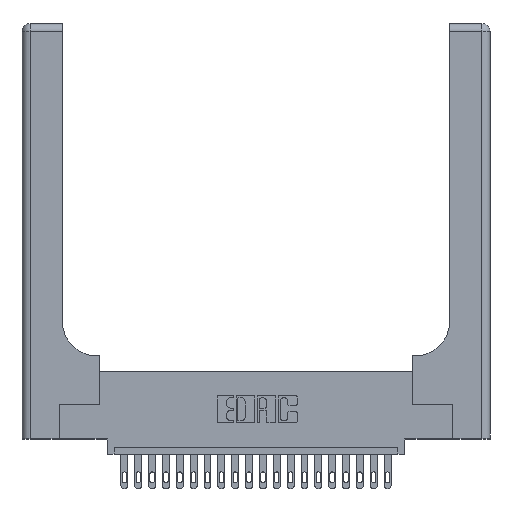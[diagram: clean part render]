
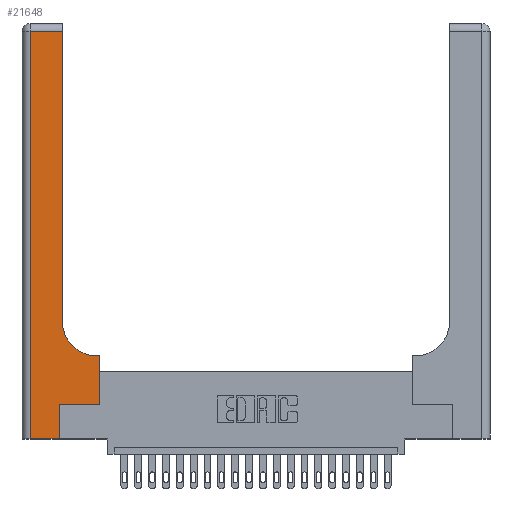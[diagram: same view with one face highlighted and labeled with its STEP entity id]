
A CAD part, top view. The second image highlights one B-rep face of the part: STEP entity #21648.
In plain terms, the highlighted planar face has unit normal (0, 0, 1).
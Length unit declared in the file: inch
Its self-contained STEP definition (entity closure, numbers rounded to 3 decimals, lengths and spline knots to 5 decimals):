
#639 = EDGE_CURVE ( 'NONE', #5758, #21123, #1339, .T. ) ;
#1284 = DIRECTION ( 'NONE',  ( 0., 0., -1. ) ) ;
#1339 = CIRCLE ( 'NONE', #5207, 0.25 ) ;
#1850 = CARTESIAN_POINT ( 'NONE',  ( 0.269, 0.25, 0.37 ) ) ;
#2269 = LINE ( 'NONE', #6136, #20791 ) ;
#2330 = VECTOR ( 'NONE', #13501, 39.37008 ) ;
#3359 = EDGE_CURVE ( 'NONE', #10995, #22569, #20595, .T. ) ;
#3620 = VECTOR ( 'NONE', #18563, 39.37008 ) ;
#3760 = CARTESIAN_POINT ( 'NONE',  ( 0.269, 0., 0.37 ) ) ;
#3851 = EDGE_CURVE ( 'NONE', #21123, #22296, #19459, .T. ) ;
#3948 = VERTEX_POINT ( 'NONE', #15971 ) ;
#4384 = CARTESIAN_POINT ( 'NONE',  ( 0.5415, 0.6, 0.37 ) ) ;
#4398 = ORIENTED_EDGE ( 'NONE', *, *, #3851, .T. ) ;
#4554 = DIRECTION ( 'NONE',  ( 1., 0., 0. ) ) ;
#4678 = PLANE ( 'NONE',  #13608 ) ;
#5171 = VECTOR ( 'NONE', #4554, 39.37008 ) ;
#5207 = AXIS2_PLACEMENT_3D ( 'NONE', #21065, #12175, #12336 ) ;
#5639 = LINE ( 'NONE', #21909, #19688 ) ;
#5758 = VERTEX_POINT ( 'NONE', #4384 ) ;
#6136 = CARTESIAN_POINT ( 'NONE',  ( 0.5585, 0.25, 0.37 ) ) ;
#6382 = VECTOR ( 'NONE', #14423, 39.37008 ) ;
#6767 = CARTESIAN_POINT ( 'NONE',  ( 0.269, 0.25, 0.37 ) ) ;
#7053 = CARTESIAN_POINT ( 'NONE',  ( 0.2915, 0.6, 0.37 ) ) ;
#7526 = EDGE_CURVE ( 'NONE', #18349, #11114, #10319, .T. ) ;
#7928 = FACE_OUTER_BOUND ( 'NONE', #20083, .T. ) ;
#7954 = DIRECTION ( 'NONE',  ( 0., 1., 0. ) ) ;
#7989 = LINE ( 'NONE', #7053, #10513 ) ;
#8187 = VECTOR ( 'NONE', #9149, 39.37008 ) ;
#8323 = VERTEX_POINT ( 'NONE', #13486 ) ;
#8918 = DIRECTION ( 'NONE',  ( -1., 0., 0. ) ) ;
#9149 = DIRECTION ( 'NONE',  ( -1., 0., 0. ) ) ;
#10319 = LINE ( 'NONE', #1850, #6382 ) ;
#10513 = VECTOR ( 'NONE', #8918, 39.37008 ) ;
#10995 = VERTEX_POINT ( 'NONE', #21227 ) ;
#11114 = VERTEX_POINT ( 'NONE', #16222 ) ;
#12175 = DIRECTION ( 'NONE',  ( 0., 0., -1. ) ) ;
#12284 = EDGE_CURVE ( 'NONE', #3948, #5758, #7989, .T. ) ;
#12336 = DIRECTION ( 'NONE',  ( 1., 0., 0. ) ) ;
#13167 = DIRECTION ( 'NONE',  ( 0., -1., 0. ) ) ;
#13279 = CARTESIAN_POINT ( 'NONE',  ( 0., 0., 0.37 ) ) ;
#13486 = CARTESIAN_POINT ( 'NONE',  ( 0.06, 2.94, 0.37 ) ) ;
#13501 = DIRECTION ( 'NONE',  ( 0., 1., 0. ) ) ;
#13608 = AXIS2_PLACEMENT_3D ( 'NONE', #22630, #1284, #17515 ) ;
#13895 = EDGE_CURVE ( 'NONE', #22296, #8323, #15467, .T. ) ;
#14423 = DIRECTION ( 'NONE',  ( 1., 0., 0. ) ) ;
#14807 = ORIENTED_EDGE ( 'NONE', *, *, #22785, .T. ) ;
#15467 = LINE ( 'NONE', #18388, #8187 ) ;
#15504 = CARTESIAN_POINT ( 'NONE',  ( 0.269, 0., 0.37 ) ) ;
#15561 = ORIENTED_EDGE ( 'NONE', *, *, #21990, .T. ) ;
#15971 = CARTESIAN_POINT ( 'NONE',  ( 0.5585, 0.6, 0.37 ) ) ;
#16222 = CARTESIAN_POINT ( 'NONE',  ( 0.5585, 0.25, 0.37 ) ) ;
#16726 = ORIENTED_EDGE ( 'NONE', *, *, #18148, .T. ) ;
#17200 = ORIENTED_EDGE ( 'NONE', *, *, #639, .T. ) ;
#17515 = DIRECTION ( 'NONE',  ( -1., 0., 0. ) ) ;
#18148 = EDGE_CURVE ( 'NONE', #11114, #3948, #2269, .T. ) ;
#18284 = ORIENTED_EDGE ( 'NONE', *, *, #3359, .T. ) ;
#18349 = VERTEX_POINT ( 'NONE', #6767 ) ;
#18388 = CARTESIAN_POINT ( 'NONE',  ( 0., 2.94, 0.37 ) ) ;
#18563 = DIRECTION ( 'NONE',  ( 0., 1., 0. ) ) ;
#18910 = CARTESIAN_POINT ( 'NONE',  ( 0.2915, 3., 0.37 ) ) ;
#19141 = CARTESIAN_POINT ( 'NONE',  ( 0.2915, 0.85, 0.37 ) ) ;
#19188 = ORIENTED_EDGE ( 'NONE', *, *, #12284, .T. ) ;
#19243 = CARTESIAN_POINT ( 'NONE',  ( 0.2915, 2.94, 0.37 ) ) ;
#19459 = LINE ( 'NONE', #18910, #2330 ) ;
#19688 = VECTOR ( 'NONE', #13167, 39.37008 ) ;
#20044 = ORIENTED_EDGE ( 'NONE', *, *, #13895, .T. ) ;
#20083 = EDGE_LOOP ( 'NONE', ( #4398, #20044, #15561, #18284, #14807, #22855, #16726, #19188, #17200 ) ) ;
#20595 = LINE ( 'NONE', #13279, #5171 ) ;
#20791 = VECTOR ( 'NONE', #7954, 39.37008 ) ;
#21065 = CARTESIAN_POINT ( 'NONE',  ( 0.5415, 0.85, 0.37 ) ) ;
#21123 = VERTEX_POINT ( 'NONE', #19141 ) ;
#21227 = CARTESIAN_POINT ( 'NONE',  ( 0.06, 0., 0.37 ) ) ;
#21648 = ADVANCED_FACE ( 'NONE', ( #7928 ), #4678, .F. ) ;
#21909 = CARTESIAN_POINT ( 'NONE',  ( 0.06, 3., 0.37 ) ) ;
#21990 = EDGE_CURVE ( 'NONE', #8323, #10995, #5639, .T. ) ;
#22296 = VERTEX_POINT ( 'NONE', #19243 ) ;
#22569 = VERTEX_POINT ( 'NONE', #3760 ) ;
#22630 = CARTESIAN_POINT ( 'NONE',  ( 0., 3., 0.37 ) ) ;
#22785 = EDGE_CURVE ( 'NONE', #22569, #18349, #23276, .T. ) ;
#22855 = ORIENTED_EDGE ( 'NONE', *, *, #7526, .T. ) ;
#23276 = LINE ( 'NONE', #15504, #3620 ) ;
